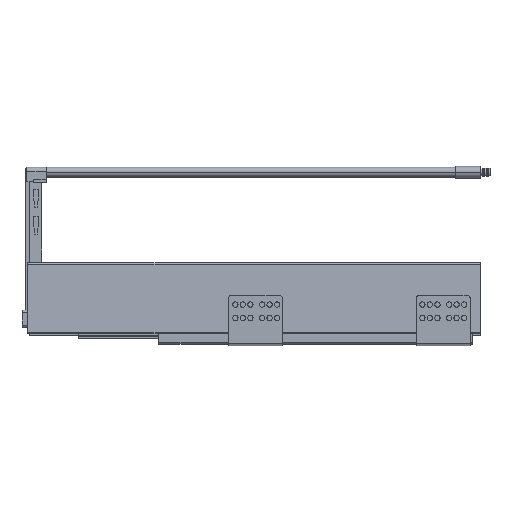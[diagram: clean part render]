
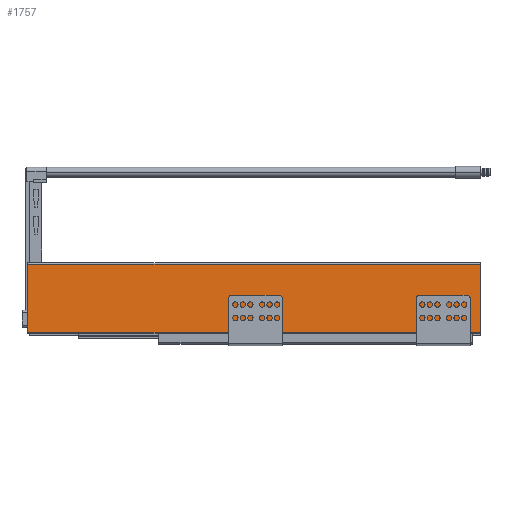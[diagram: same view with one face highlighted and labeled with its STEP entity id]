
A CAD part, top view. The second image highlights one B-rep face of the part: STEP entity #1757.
In plain terms, the highlighted planar face has unit normal (0, 0.052, 0.999).
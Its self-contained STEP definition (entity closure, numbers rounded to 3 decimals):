
#60 = CARTESIAN_POINT ( 'NONE',  ( -542., 0., 66.6 ) ) ;
#376 = VERTEX_POINT ( 'NONE', #10492 ) ;
#994 = CARTESIAN_POINT ( 'NONE',  ( -542., 82.129, 62.296 ) ) ;
#1438 = AXIS2_PLACEMENT_3D ( 'NONE', #1854, #6574, #12547 ) ;
#1449 = VECTOR ( 'NONE', #1666, 1000. ) ;
#1666 = DIRECTION ( 'NONE',  ( 1., 0., 0. ) ) ;
#1731 = LINE ( 'NONE', #2768, #8643 ) ;
#1757 = ADVANCED_FACE ( 'NONE', ( #3668 ), #2831, .T. ) ;
#1773 = EDGE_CURVE ( 'NONE', #4794, #376, #1731, .T. ) ;
#1790 = EDGE_CURVE ( 'NONE', #12256, #376, #5659, .T. ) ;
#1854 = CARTESIAN_POINT ( 'NONE',  ( -542., 0., 66.6 ) ) ;
#2132 = VERTEX_POINT ( 'NONE', #9479 ) ;
#2768 = CARTESIAN_POINT ( 'NONE',  ( 0., 0., 66.6 ) ) ;
#2831 = PLANE ( 'NONE',  #1438 ) ;
#3668 = FACE_OUTER_BOUND ( 'NONE', #6104, .T. ) ;
#4006 = DIRECTION ( 'NONE',  ( 0., 0.999, -0.052 ) ) ;
#4794 = VERTEX_POINT ( 'NONE', #7621 ) ;
#4923 = CARTESIAN_POINT ( 'NONE',  ( -542., 0., 66.6 ) ) ;
#5045 = EDGE_CURVE ( 'NONE', #2132, #12256, #8913, .T. ) ;
#5659 = LINE ( 'NONE', #12698, #1449 ) ;
#5966 = LINE ( 'NONE', #4923, #6567 ) ;
#6104 = EDGE_LOOP ( 'NONE', ( #6654, #7279, #8427, #9872 ) ) ;
#6567 = VECTOR ( 'NONE', #8953, 1000. ) ;
#6574 = DIRECTION ( 'NONE',  ( 0., 0.052, 0.999 ) ) ;
#6654 = ORIENTED_EDGE ( 'NONE', *, *, #1773, .T. ) ;
#7279 = ORIENTED_EDGE ( 'NONE', *, *, #1790, .F. ) ;
#7621 = CARTESIAN_POINT ( 'NONE',  ( 0., 0., 66.6 ) ) ;
#8427 = ORIENTED_EDGE ( 'NONE', *, *, #5045, .F. ) ;
#8641 = DIRECTION ( 'NONE',  ( 0., 0.999, -0.052 ) ) ;
#8643 = VECTOR ( 'NONE', #8641, 1000. ) ;
#8913 = LINE ( 'NONE', #60, #12711 ) ;
#8953 = DIRECTION ( 'NONE',  ( 1., 0., 0. ) ) ;
#9479 = CARTESIAN_POINT ( 'NONE',  ( -542., 0., 66.6 ) ) ;
#9872 = ORIENTED_EDGE ( 'NONE', *, *, #12185, .T. ) ;
#10492 = CARTESIAN_POINT ( 'NONE',  ( 0., 82.129, 62.296 ) ) ;
#12185 = EDGE_CURVE ( 'NONE', #2132, #4794, #5966, .T. ) ;
#12256 = VERTEX_POINT ( 'NONE', #994 ) ;
#12547 = DIRECTION ( 'NONE',  ( 0., 0.999, -0.052 ) ) ;
#12698 = CARTESIAN_POINT ( 'NONE',  ( -542., 82.129, 62.296 ) ) ;
#12711 = VECTOR ( 'NONE', #4006, 1000. ) ;
